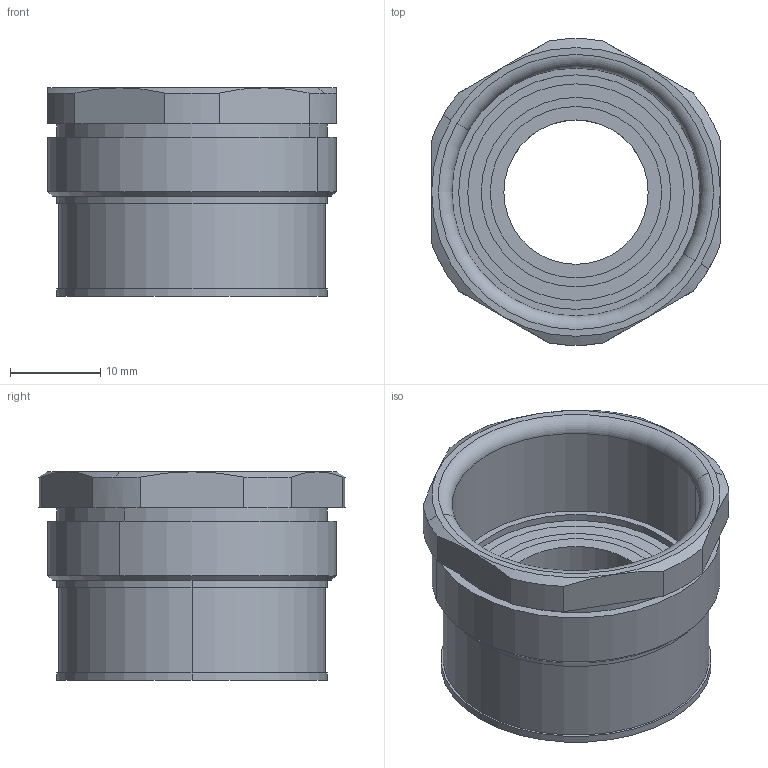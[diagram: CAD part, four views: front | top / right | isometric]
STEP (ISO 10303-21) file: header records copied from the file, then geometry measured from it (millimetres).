
FILE_DESCRIPTION(('Creo Elements/Direct Modeling STEP Export'),'2;1');
FILE_NAME('223mij861443rrk9548','2024-02-08T 8:15:30',(''),(''),'Creo Elements/Direct Modeling STEP processor for AP214 (Solid Model)','Creo Elements/Direct Modeling 20.5B 27-May-2023 (C) Parametric Technology GmbH','');
FILE_SCHEMA(('AUTOMOTIVE_DESIGN { 1 0 10303 214 1 1 1 1 }'));
Length unit declared in the file: millimetre
Products named in the file (6): 85016_A.1; 85016_A; Rondelle; 85011_A; 85003_A; AG M32T
Assembly tree (5 placements, depth 3):
  AG M32T
    85003_A
    85011_A
    Rondelle
      85016_A
      85016_A.1
Bounding box: 32 x 33.94 x 23.1 mm (x, y, z)
Volume: 7402.4 mm3; surface area: 6181.5 mm2
Topology: 4 solids, 4 shells, 55 faces, 120 edges, 78 vertices
Faces by surface type: cylinder 24, plane 19, cone 10, torus 2
Entity records: 1866 total; most frequent: CARTESIAN_POINT 509, ORIENTED_EDGE 240, DIRECTION 222, EDGE_CURVE 120, AXIS2_PLACEMENT_3D 91, VERTEX_POINT 78, EDGE_LOOP 68, FACE_OUTER_BOUND 55
